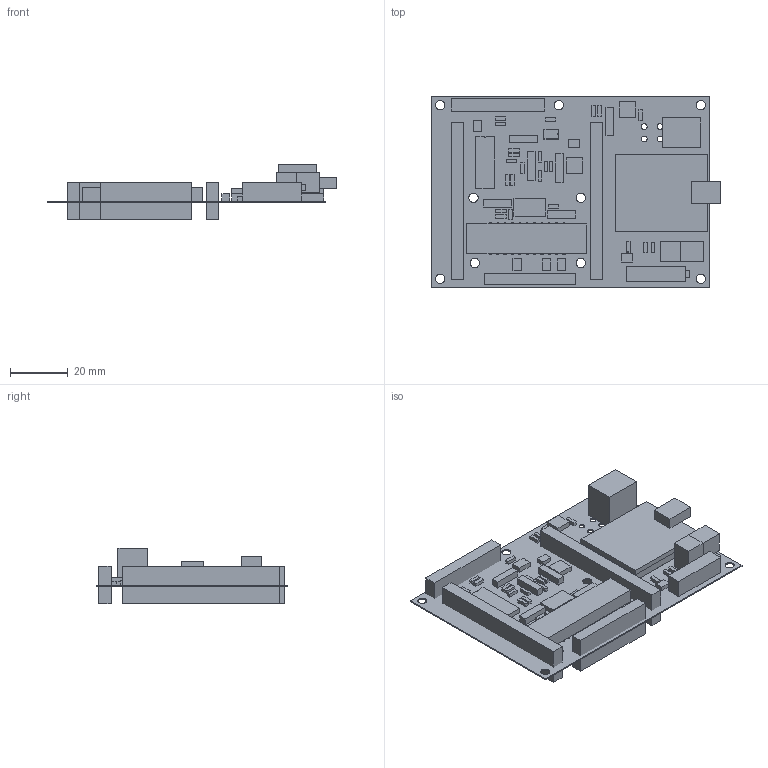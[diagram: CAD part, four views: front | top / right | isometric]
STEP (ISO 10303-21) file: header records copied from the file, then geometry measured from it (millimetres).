
FILE_DESCRIPTION(('Open CASCADE Model'),'2;1');
FILE_NAME('Open CASCADE Shape Model','2020-08-27T18:21:41',('Author'),( 'Open CASCADE'),'Open CASCADE STEP processor 6.8','Open CASCADE 6.8' ,'Unknown');
FILE_SCHEMA(('AUTOMOTIVE_DESIGN { 1 0 10303 214 1 1 1 1 }'));
Length unit declared in the file: millimetre
Products named in the file (96): PCB; Board; Open CASCADE STEP translator 6.8 3.1.1; X6; 6350490656; Extruded; 7439935952; D9; 6983165216; D7; 7740559728; X4; 6960688688; X3; 7486523168; X5; 7486063456; X2; C16; 6360239856; R4; 6360239536; C20; 6148220192; D2; 6158835744; D3; C18; 6158409200; C19; X1; 7733191488; R1; R5; R6; 6158411520; 6158411280; R2; R3; R8 ...
Assembly tree (127 placements, depth 4):
  PCB
    Board
      Open CASCADE STEP translator 6.8 3.1.1
    X6
      6350490656
        Extruded
      7439935952
        Extruded
    D9
      6983165216
        Extruded
    D7
      7740559728
        Extruded
    X4
      6960688688
        Extruded
    X3
      7486523168
        Extruded
    X5
      7486063456
        Extruded
    X2
      7486523168
        Extruded
    C16
      6360239856
        Extruded
    R4
      6360239536
        Extruded
    C20
      6148220192
        Extruded
    D2
      6158835744
        Extruded
    D3
      6158835744
        Extruded
    C18
      6158409200
        Extruded
    C19
      6360239856
        Extruded
    X1
      7733191488
        Extruded
    R1
      6158409200
        Extruded
    R5
      6360239536
        Extruded
    R6
      6158411520
        Extruded
      6158411280
Bounding box: 99.77 x 66 x 19.11 mm (x, y, z)
Volume: 20816.5 mm3; surface area: 27753 mm2
Topology: 55 solids, 55 shells, 637 faces, 1581 edges, 1054 vertices
Faces by surface type: plane 370, cylinder 267
Full cylindrical faces by diameter (mm): 0.75 x144, 0.762 x28, 0.9 x77, 1.7 x1, 2 x8, 3.2 x9
Entity records: 17397 total; most frequent: DIRECTION 2877, CARTESIAN_POINT 2568, ORIENTED_EDGE 2394, EDGE_CURVE 1197, AXIS2_PLACEMENT_3D 1107, FACE_BOUND 979, EDGE_LOOP 979, VERTEX_POINT 798
